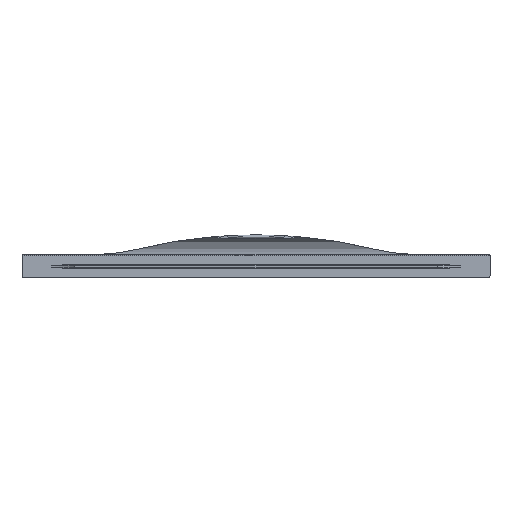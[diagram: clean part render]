
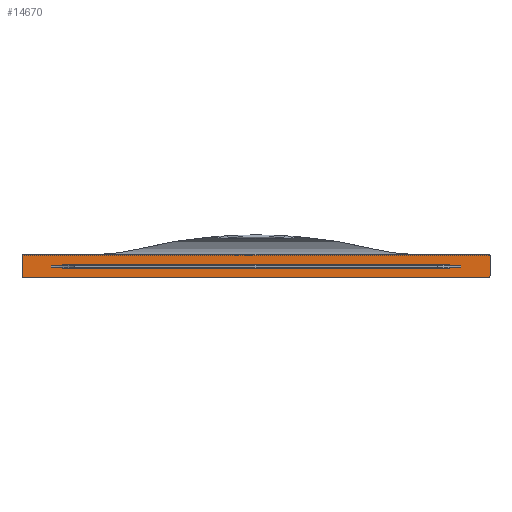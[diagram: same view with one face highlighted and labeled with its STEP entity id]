
A CAD part, front view. The second image highlights one B-rep face of the part: STEP entity #14670.
In plain terms, the highlighted planar face has unit normal (0, -1, 0).
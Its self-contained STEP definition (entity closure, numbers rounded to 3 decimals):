
#200=CARTESIAN_POINT('',(-222.5,-3.,20.5));
#210=VERTEX_POINT('',#200);
#240=CARTESIAN_POINT('',(-222.5,-3.,0.));
#250=DIRECTION('',(0.,0.,-1.));
#260=VECTOR('',#250,1.);
#270=LINE('',#240,#260);
#280=CARTESIAN_POINT('',(-222.5,-3.,1.));
#290=VERTEX_POINT('',#280);
#300=EDGE_CURVE('',#210,#290,#270,.T.);
#2370=CARTESIAN_POINT('',(222.5,-3.,1.));
#2380=VERTEX_POINT('',#2370);
#2410=CARTESIAN_POINT('',(222.5,-3.,0.));
#2420=DIRECTION('',(0.,0.,-1.));
#2430=VECTOR('',#2420,1.);
#2440=LINE('',#2410,#2430);
#2450=CARTESIAN_POINT('',(222.5,-3.,20.5));
#2460=VERTEX_POINT('',#2450);
#2470=EDGE_CURVE('',#2460,#2380,#2440,.T.);
#6590=CARTESIAN_POINT('',(267.,-3.,20.5));
#6600=DIRECTION('',(-1.,0.,0.));
#6610=VECTOR('',#6600,1.);
#6620=LINE('',#6590,#6610);
#6630=EDGE_CURVE('',#2460,#210,#6620,.T.);
#7170=CARTESIAN_POINT('',(0.,-3.,0.));
#7180=DIRECTION('',(-1.,-0.,0.));
#7190=VECTOR('',#7180,1.);
#7200=LINE('',#7170,#7190);
#7210=CARTESIAN_POINT('',(221.5,-3.,0.));
#7220=VERTEX_POINT('',#7210);
#7230=CARTESIAN_POINT('',(-221.5,-3.,0.));
#7240=VERTEX_POINT('',#7230);
#7250=EDGE_CURVE('',#7220,#7240,#7200,.T.);
#14080=CARTESIAN_POINT('',(267.,-3.,-3.9));
#14090=DIRECTION('',(0.,1.,0.));
#14100=DIRECTION('',(0.,0.,1.));
#14110=AXIS2_PLACEMENT_3D('',#14080,#14090,#14100);
#14120=PLANE('',#14110);
#14130=CARTESIAN_POINT('',(-194.861,-3.,8.5));
#14140=DIRECTION('',(0.,0.,1.));
#14150=VECTOR('',#14140,1.);
#14160=LINE('',#14130,#14150);
#14170=CARTESIAN_POINT('',(-194.861,-3.,9.4));
#14180=VERTEX_POINT('',#14170);
#14190=CARTESIAN_POINT('',(-194.861,-3.,10.6));
#14200=VERTEX_POINT('',#14190);
#14210=EDGE_CURVE('',#14180,#14200,#14160,.T.);
#14220=ORIENTED_EDGE('',*,*,#14210,.T.);
#14230=CARTESIAN_POINT('',(0.,-3.,9.4));
#14240=DIRECTION('',(1.,-0.,0.));
#14250=VECTOR('',#14240,1.);
#14260=LINE('',#14230,#14250);
#14270=CARTESIAN_POINT('',(194.861,-3.,9.4));
#14280=VERTEX_POINT('',#14270);
#14290=EDGE_CURVE('',#14180,#14280,#14260,.T.);
#14300=ORIENTED_EDGE('',*,*,#14290,.F.);
#14310=CARTESIAN_POINT('',(194.861,-3.,8.5));
#14320=DIRECTION('',(-0.,0.,1.));
#14330=VECTOR('',#14320,1.);
#14340=LINE('',#14310,#14330);
#14350=CARTESIAN_POINT('',(194.861,-3.,10.6));
#14360=VERTEX_POINT('',#14350);
#14370=EDGE_CURVE('',#14280,#14360,#14340,.T.);
#14380=ORIENTED_EDGE('',*,*,#14370,.F.);
#14390=CARTESIAN_POINT('',(0.,-3.,10.6));
#14400=DIRECTION('',(-1.,0.,-0.));
#14410=VECTOR('',#14400,1.);
#14420=LINE('',#14390,#14410);
#14430=EDGE_CURVE('',#14360,#14200,#14420,.T.);
#14440=ORIENTED_EDGE('',*,*,#14430,.F.);
#14450=EDGE_LOOP('',(#14440,#14380,#14300,#14220));
#14460=FACE_BOUND('',#14450,.T.);
#14470=ORIENTED_EDGE('',*,*,#2470,.F.);
#14480=CARTESIAN_POINT('',(221.5,-3.,1.));
#14490=DIRECTION('',(-0.,1.,-0.));
#14500=DIRECTION('',(1.,0.,0.));
#14510=AXIS2_PLACEMENT_3D('',#14480,#14490,#14500);
#14520=CIRCLE('',#14510,1.);
#14530=EDGE_CURVE('',#2380,#7220,#14520,.T.);
#14540=ORIENTED_EDGE('',*,*,#14530,.F.);
#14550=ORIENTED_EDGE('',*,*,#7250,.F.);
#14560=CARTESIAN_POINT('',(-221.5,-3.,1.));
#14570=DIRECTION('',(-0.,-1.,0.));
#14580=DIRECTION('',(-1.,0.,0.));
#14590=AXIS2_PLACEMENT_3D('',#14560,#14570,#14580);
#14600=CIRCLE('',#14590,1.);
#14610=EDGE_CURVE('',#290,#7240,#14600,.T.);
#14620=ORIENTED_EDGE('',*,*,#14610,.T.);
#14630=ORIENTED_EDGE('',*,*,#300,.T.);
#14640=ORIENTED_EDGE('',*,*,#6630,.T.);
#14650=EDGE_LOOP('',(#14640,#14630,#14620,#14550,#14540,#14470));
#14660=FACE_OUTER_BOUND('',#14650,.T.);
#14670=ADVANCED_FACE('',(#14460,#14660),#14120,.F.);
